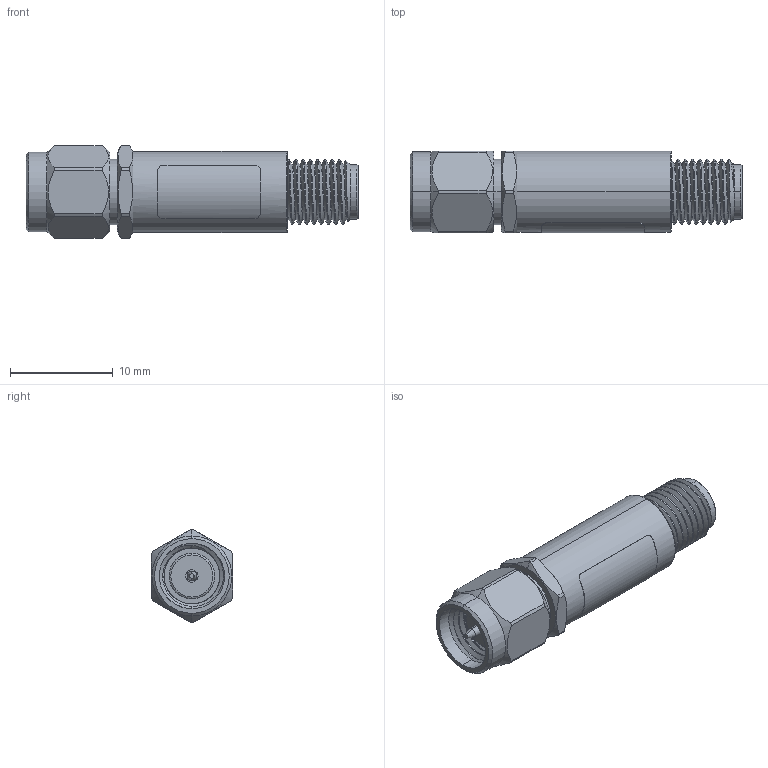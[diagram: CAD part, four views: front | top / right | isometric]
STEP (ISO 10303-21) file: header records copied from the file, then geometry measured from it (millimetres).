
FILE_DESCRIPTION (( 'STEP AP214' ), '1' );
FILE_NAME ('FMMT10036_3D.step', '2024-05-02T21:27:05', ( '' ), ( '' ), 'SwSTEP 2.0', 'SolidWorks 2022', '' );
FILE_SCHEMA (( 'AUTOMOTIVE_DESIGN' ));
Length unit declared in the file: inch
Products named in the file (1): FMMT10036_3D
Bounding box: 32.26 x 7.96 x 8.99 mm (x, y, z)
Volume: 1298 mm3; surface area: 1257.1 mm2
Topology: 1 solids, 1 shells, 130 faces, 325 edges, 208 vertices
Faces by surface type: cylinder 65, plane 25, cone 21, bspline 15, torus 4
Entity records: 7988 total; most frequent: CARTESIAN_POINT 5126, ORIENTED_EDGE 650, DIRECTION 527, EDGE_CURVE 325, AXIS2_PLACEMENT_3D 216, VERTEX_POINT 208, EDGE_LOOP 141, ADVANCED_FACE 130
